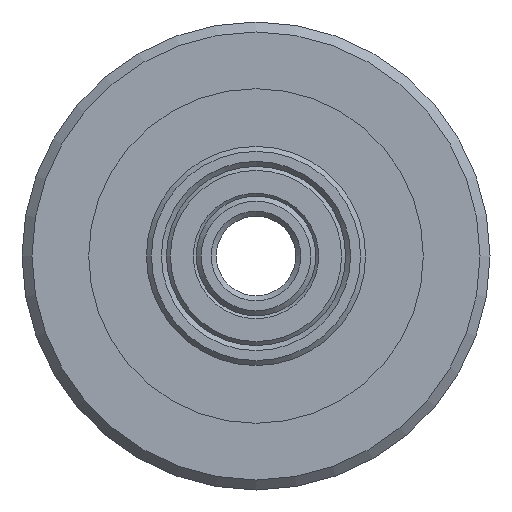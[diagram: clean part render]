
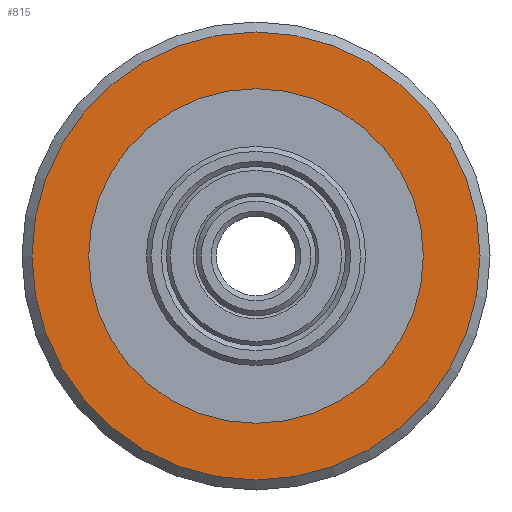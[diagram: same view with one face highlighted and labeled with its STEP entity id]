
A CAD part, left-side view. The second image highlights one B-rep face of the part: STEP entity #815.
In plain terms, the highlighted planar face has unit normal (-1, 0, 0).
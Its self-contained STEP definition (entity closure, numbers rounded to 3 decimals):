
#251=FACE_BOUND('',#362,.T.);
#299=FACE_OUTER_BOUND('',#361,.T.);
#361=EDGE_LOOP('',(#748));
#362=EDGE_LOOP('',(#749));
#421=CIRCLE('',#1106,22.5);
#422=CIRCLE('',#1108,16.8);
#479=VERTEX_POINT('',#1647);
#480=VERTEX_POINT('',#1651);
#569=EDGE_CURVE('',#479,#479,#421,.T.);
#570=EDGE_CURVE('',#480,#480,#422,.T.);
#748=ORIENTED_EDGE('',*,*,#569,.F.);
#749=ORIENTED_EDGE('',*,*,#570,.T.);
#767=PLANE('',#1107);
#815=ADVANCED_FACE('',(#299,#251),#767,.T.);
#1106=AXIS2_PLACEMENT_3D('',#1649,#1389,#1390);
#1107=AXIS2_PLACEMENT_3D('',#1650,#1391,#1392);
#1108=AXIS2_PLACEMENT_3D('',#1652,#1393,#1394);
#1389=DIRECTION('center_axis',(1.,0.,0.));
#1390=DIRECTION('ref_axis',(0.,0.,-1.));
#1391=DIRECTION('center_axis',(-1.,0.,0.));
#1392=DIRECTION('ref_axis',(0.,0.,1.));
#1393=DIRECTION('center_axis',(1.,0.,0.));
#1394=DIRECTION('ref_axis',(0.,0.,-1.));
#1647=CARTESIAN_POINT('',(-3.9,0.,22.5));
#1649=CARTESIAN_POINT('Origin',(-3.9,0.,0.));
#1650=CARTESIAN_POINT('Origin',(-3.9,22.5,0.));
#1651=CARTESIAN_POINT('',(-3.9,0.,16.8));
#1652=CARTESIAN_POINT('Origin',(-3.9,0.,0.));
